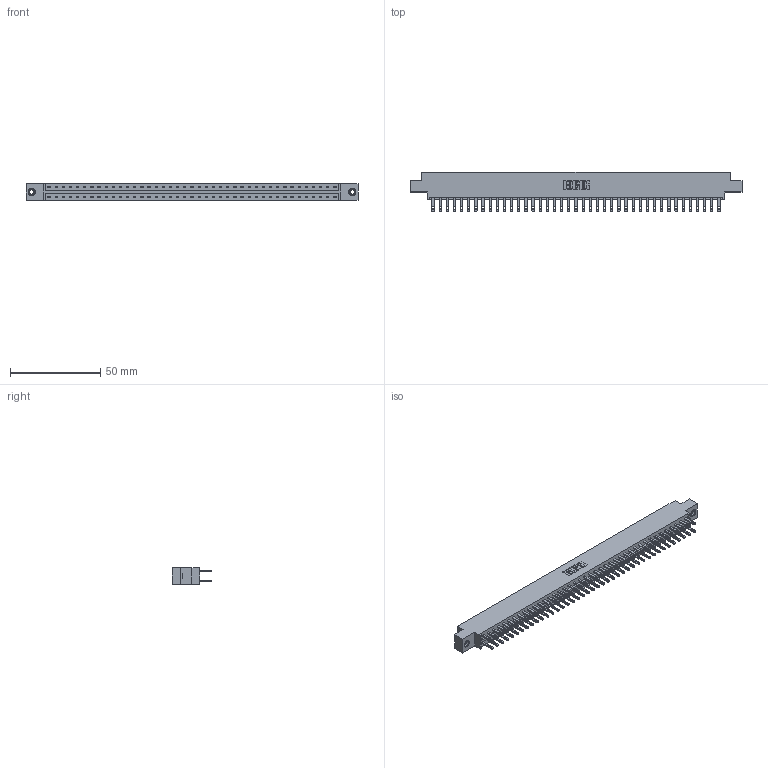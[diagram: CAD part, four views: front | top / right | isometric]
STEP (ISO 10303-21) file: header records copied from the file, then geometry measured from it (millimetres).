
FILE_DESCRIPTION (( 'STEP AP203' ), '1' );
FILE_NAME ('833-082-500-807.STEP', '2020-06-05T22:57:32', ( '' ), ( '' ), 'SwSTEP 2.0', 'SolidWorks 2020', '' );
FILE_SCHEMA (( 'CONFIG_CONTROL_DESIGN' ));
Length unit declared in the file: inch
Products named in the file (4): 345-250-001_345-250-005-103; 833 Part_Offset - .156 Dia - TI; 345-292-001_345-293-100; 833-082-500-807
Assembly tree (85 placements, depth 2):
  833-082-500-807
    833 Part_Offset - .156 Dia - TI
    345-292-001_345-293-100  x82
    345-250-001_345-250-005-103  x2
Bounding box: 184 x 21.85 x 9.4 mm (x, y, z)
Volume: 18785 mm3; surface area: 23355.1 mm2
Topology: 85 solids, 85 shells, 4114 faces, 12513 edges, 8334 vertices
Faces by surface type: plane 2566, cylinder 1532, cone 12, torus 4
Entity records: 27754 total; most frequent: CARTESIAN_POINT 4585, ORIENTED_EDGE 4514, DIRECTION 3951, EDGE_CURVE 2257, LINE 2105, VECTOR 2105, VERTEX_POINT 1500, AXIS2_PLACEMENT_3D 923
